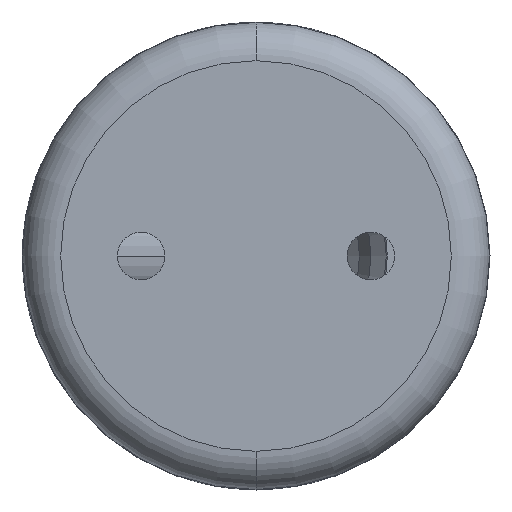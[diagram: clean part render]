
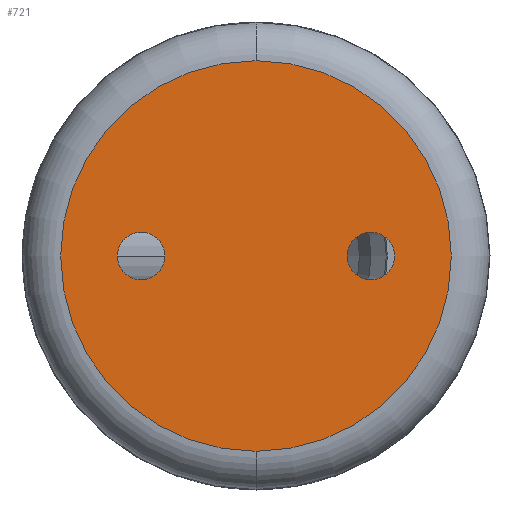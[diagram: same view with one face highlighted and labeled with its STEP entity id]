
A CAD part, front view. The second image highlights one B-rep face of the part: STEP entity #721.
In plain terms, the highlighted planar face has unit normal (0, -1, 0).
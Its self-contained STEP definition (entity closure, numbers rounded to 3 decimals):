
#42 = CARTESIAN_POINT ( 'NONE',  ( -15., -58., -3.1 ) ) ;
#69 = AXIS2_PLACEMENT_3D ( 'NONE', #1586, #758, #1570 ) ;
#79 = ORIENTED_EDGE ( 'NONE', *, *, #1836, .T. ) ;
#88 = CARTESIAN_POINT ( 'NONE',  ( 0., -58., 25.5 ) ) ;
#95 = DIRECTION ( 'NONE',  ( 0., 1., 0. ) ) ;
#141 = VERTEX_POINT ( 'NONE', #1345 ) ;
#162 = DIRECTION ( 'NONE',  ( 0., 0., 1. ) ) ;
#254 = ORIENTED_EDGE ( 'NONE', *, *, #390, .T. ) ;
#265 = CARTESIAN_POINT ( 'NONE',  ( 15., -58., 0. ) ) ;
#276 = EDGE_CURVE ( 'NONE', #1583, #2070, #1882, .T. ) ;
#350 = EDGE_CURVE ( 'NONE', #1973, #1968, #693, .T. ) ;
#390 = EDGE_CURVE ( 'NONE', #2070, #1583, #1897, .T. ) ;
#411 = AXIS2_PLACEMENT_3D ( 'NONE', #998, #649, #1652 ) ;
#554 = FACE_OUTER_BOUND ( 'NONE', #1995, .T. ) ;
#602 = CIRCLE ( 'NONE', #2120, 3.1 ) ;
#649 = DIRECTION ( 'NONE',  ( 0., 1., 0. ) ) ;
#693 = CIRCLE ( 'NONE', #1892, 3.1 ) ;
#712 = DIRECTION ( 'NONE',  ( 0., 0., 1. ) ) ;
#719 = DIRECTION ( 'NONE',  ( 0., -1., 0. ) ) ;
#721 = ADVANCED_FACE ( 'NONE', ( #1440, #554, #1875 ), #1707, .T. ) ;
#751 = VERTEX_POINT ( 'NONE', #42 ) ;
#758 = DIRECTION ( 'NONE',  ( 0., -1., 0. ) ) ;
#895 = DIRECTION ( 'NONE',  ( 0., -1., 0. ) ) ;
#993 = CARTESIAN_POINT ( 'NONE',  ( 0., -58., 0. ) ) ;
#998 = CARTESIAN_POINT ( 'NONE',  ( 15., -58., 0. ) ) ;
#1091 = AXIS2_PLACEMENT_3D ( 'NONE', #1188, #719, #2031 ) ;
#1103 = EDGE_LOOP ( 'NONE', ( #79, #1136 ) ) ;
#1136 = ORIENTED_EDGE ( 'NONE', *, *, #350, .T. ) ;
#1177 = CIRCLE ( 'NONE', #411, 3.1 ) ;
#1188 = CARTESIAN_POINT ( 'NONE',  ( -15., -58., 0. ) ) ;
#1247 = CARTESIAN_POINT ( 'NONE',  ( -15., -58., 0. ) ) ;
#1269 = DIRECTION ( 'NONE',  ( 0., 0., 1. ) ) ;
#1340 = DIRECTION ( 'NONE',  ( 0., -1., 0. ) ) ;
#1345 = CARTESIAN_POINT ( 'NONE',  ( -15., -58., 3.1 ) ) ;
#1358 = EDGE_CURVE ( 'NONE', #751, #141, #602, .T. ) ;
#1440 = FACE_BOUND ( 'NONE', #1479, .T. ) ;
#1458 = ORIENTED_EDGE ( 'NONE', *, *, #276, .T. ) ;
#1479 = EDGE_LOOP ( 'NONE', ( #2139, #1919 ) ) ;
#1527 = DIRECTION ( 'NONE',  ( 0., -1., 0. ) ) ;
#1543 = EDGE_CURVE ( 'NONE', #141, #751, #1870, .T. ) ;
#1570 = DIRECTION ( 'NONE',  ( 0., 0., 1. ) ) ;
#1583 = VERTEX_POINT ( 'NONE', #88 ) ;
#1586 = CARTESIAN_POINT ( 'NONE',  ( 0., -58., 0. ) ) ;
#1625 = CARTESIAN_POINT ( 'NONE',  ( 0., -58., -25.5 ) ) ;
#1652 = DIRECTION ( 'NONE',  ( 0., 0., 1. ) ) ;
#1707 = PLANE ( 'NONE',  #2090 ) ;
#1775 = CARTESIAN_POINT ( 'NONE',  ( 15., -58., 3.1 ) ) ;
#1826 = DIRECTION ( 'NONE',  ( 0., 0., 1. ) ) ;
#1836 = EDGE_CURVE ( 'NONE', #1968, #1973, #1177, .T. ) ;
#1870 = CIRCLE ( 'NONE', #1091, 3.1 ) ;
#1875 = FACE_BOUND ( 'NONE', #1103, .T. ) ;
#1882 = CIRCLE ( 'NONE', #2005, 25.5 ) ;
#1892 = AXIS2_PLACEMENT_3D ( 'NONE', #265, #95, #1269 ) ;
#1897 = CIRCLE ( 'NONE', #69, 25.5 ) ;
#1919 = ORIENTED_EDGE ( 'NONE', *, *, #1358, .F. ) ;
#1968 = VERTEX_POINT ( 'NONE', #1775 ) ;
#1973 = VERTEX_POINT ( 'NONE', #2087 ) ;
#1995 = EDGE_LOOP ( 'NONE', ( #1458, #254 ) ) ;
#2005 = AXIS2_PLACEMENT_3D ( 'NONE', #2058, #1340, #162 ) ;
#2031 = DIRECTION ( 'NONE',  ( 0., 0., 1. ) ) ;
#2058 = CARTESIAN_POINT ( 'NONE',  ( 0., -58., 0. ) ) ;
#2070 = VERTEX_POINT ( 'NONE', #1625 ) ;
#2087 = CARTESIAN_POINT ( 'NONE',  ( 15., -58., -3.1 ) ) ;
#2090 = AXIS2_PLACEMENT_3D ( 'NONE', #993, #1527, #1826 ) ;
#2120 = AXIS2_PLACEMENT_3D ( 'NONE', #1247, #895, #712 ) ;
#2139 = ORIENTED_EDGE ( 'NONE', *, *, #1543, .F. ) ;
